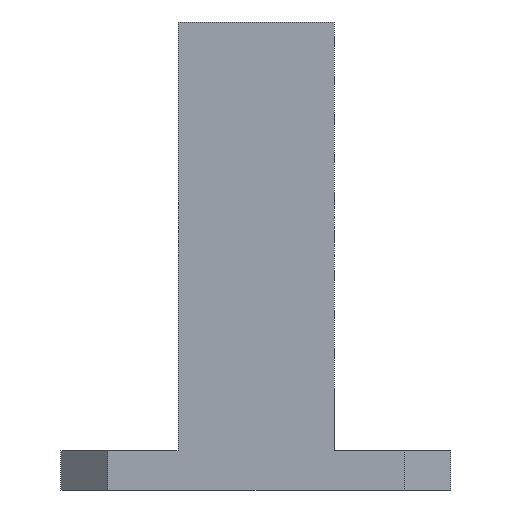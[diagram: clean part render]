
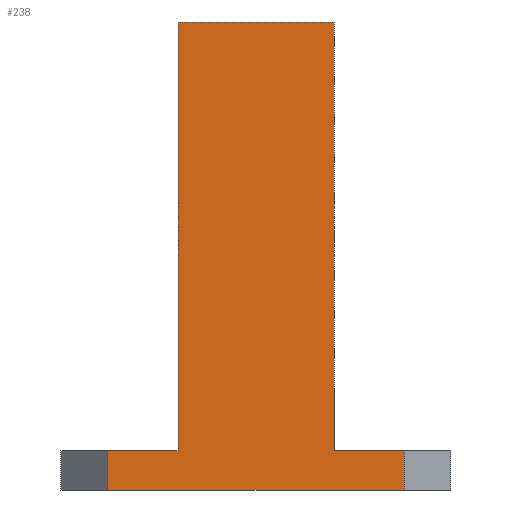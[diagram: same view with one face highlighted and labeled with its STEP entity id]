
A CAD part, left-side view. The second image highlights one B-rep face of the part: STEP entity #238.
In plain terms, the highlighted planar face has unit normal (-1, 0, 0).
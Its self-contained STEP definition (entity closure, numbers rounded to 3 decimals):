
#238 = ADVANCED_FACE( '', ( #1200 ), #1201, .F. );
#1200 = FACE_OUTER_BOUND( '', #2744, .T. );
#1201 = PLANE( '', #2745 );
#2744 = EDGE_LOOP( '', ( #5252, #5253, #5254, #5255, #5256, #5257, #5258, #5259 ) );
#2745 = AXIS2_PLACEMENT_3D( '', #5260, #5261, #5262 );
#5252 = ORIENTED_EDGE( '', *, *, #7564, .F. );
#5253 = ORIENTED_EDGE( '', *, *, #7043, .T. );
#5254 = ORIENTED_EDGE( '', *, *, #7547, .T. );
#5255 = ORIENTED_EDGE( '', *, *, #6827, .T. );
#5256 = ORIENTED_EDGE( '', *, *, #7565, .F. );
#5257 = ORIENTED_EDGE( '', *, *, #7538, .F. );
#5258 = ORIENTED_EDGE( '', *, *, #7302, .F. );
#5259 = ORIENTED_EDGE( '', *, *, #7435, .T. );
#5260 = CARTESIAN_POINT( '', ( -250., 250., 50. ) );
#5261 = DIRECTION( '', ( 1., 0., 0. ) );
#5262 = DIRECTION( '', ( 0., 1., 0. ) );
#6827 = EDGE_CURVE( '', #7727, #7724, #7728, .T. );
#7043 = EDGE_CURVE( '', #8108, #8112, #8114, .T. );
#7302 = EDGE_CURVE( '', #8542, #8544, #8545, .T. );
#7435 = EDGE_CURVE( '', #8542, #8780, #8781, .T. );
#7538 = EDGE_CURVE( '', #8544, #8985, #8986, .T. );
#7547 = EDGE_CURVE( '', #8112, #7727, #9001, .T. );
#7564 = EDGE_CURVE( '', #8108, #8780, #9029, .T. );
#7565 = EDGE_CURVE( '', #8985, #7724, #9030, .T. );
#7724 = VERTEX_POINT( '', #9312 );
#7727 = VERTEX_POINT( '', #9316 );
#7728 = LINE( '', #9317, #9318 );
#8108 = VERTEX_POINT( '', #9984 );
#8112 = VERTEX_POINT( '', #9990 );
#8114 = LINE( '', #9993, #9994 );
#8542 = VERTEX_POINT( '', #10806 );
#8544 = VERTEX_POINT( '', #10809 );
#8545 = LINE( '', #10810, #10811 );
#8780 = VERTEX_POINT( '', #11075 );
#8781 = LINE( '', #11076, #11077 );
#8985 = VERTEX_POINT( '', #11284 );
#8986 = LINE( '', #11285, #11286 );
#9001 = LINE( '', #11303, #11304 );
#9029 = LINE( '', #11345, #11346 );
#9030 = LINE( '', #11347, #11348 );
#9312 = CARTESIAN_POINT( '', ( -250., -190., 50. ) );
#9316 = CARTESIAN_POINT( '', ( -250., -190., 0. ) );
#9317 = CARTESIAN_POINT( '', ( -250., -190., 50. ) );
#9318 = VECTOR( '', #11621, 1000. );
#9984 = CARTESIAN_POINT( '', ( -250., 190., 50. ) );
#9990 = CARTESIAN_POINT( '', ( -250., 190., 0. ) );
#9993 = CARTESIAN_POINT( '', ( -250., 190., 50. ) );
#9994 = VECTOR( '', #12079, 1000. );
#10806 = CARTESIAN_POINT( '', ( -250., 100., 600. ) );
#10809 = CARTESIAN_POINT( '', ( -250., -100., 600. ) );
#10810 = CARTESIAN_POINT( '', ( -250., 100., 600. ) );
#10811 = VECTOR( '', #12612, 1000. );
#11075 = CARTESIAN_POINT( '', ( -250., 100., 50. ) );
#11076 = CARTESIAN_POINT( '', ( -250., 100., 600. ) );
#11077 = VECTOR( '', #12951, 1000. );
#11284 = CARTESIAN_POINT( '', ( -250., -100., 50. ) );
#11285 = CARTESIAN_POINT( '', ( -250., -100., 600. ) );
#11286 = VECTOR( '', #13252, 1000. );
#11303 = CARTESIAN_POINT( '', ( -250., 250., 0. ) );
#11304 = VECTOR( '', #13273, 1000. );
#11345 = CARTESIAN_POINT( '', ( -250., 250., 50. ) );
#11346 = VECTOR( '', #13296, 1000. );
#11347 = CARTESIAN_POINT( '', ( -250., 250., 50. ) );
#11348 = VECTOR( '', #13297, 1000. );
#11621 = DIRECTION( '', ( 0., 0., 1. ) );
#12079 = DIRECTION( '', ( 0., 0., -1. ) );
#12612 = DIRECTION( '', ( 0., -1., 0. ) );
#12951 = DIRECTION( '', ( 0., 0., -1. ) );
#13252 = DIRECTION( '', ( 0., 0., -1. ) );
#13273 = DIRECTION( '', ( 0., -1., 0. ) );
#13296 = DIRECTION( '', ( 0., -1., 0. ) );
#13297 = DIRECTION( '', ( 0., -1., 0. ) );
